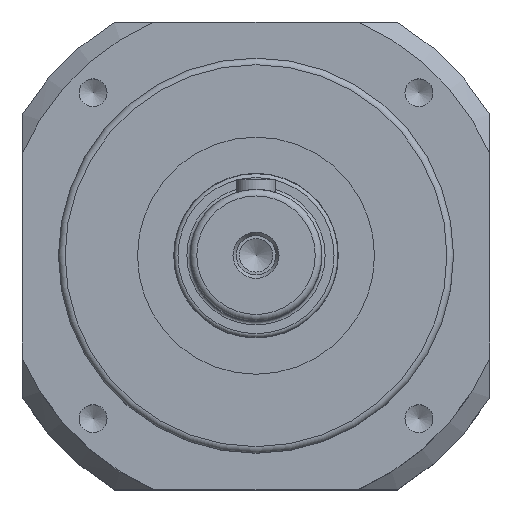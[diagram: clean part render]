
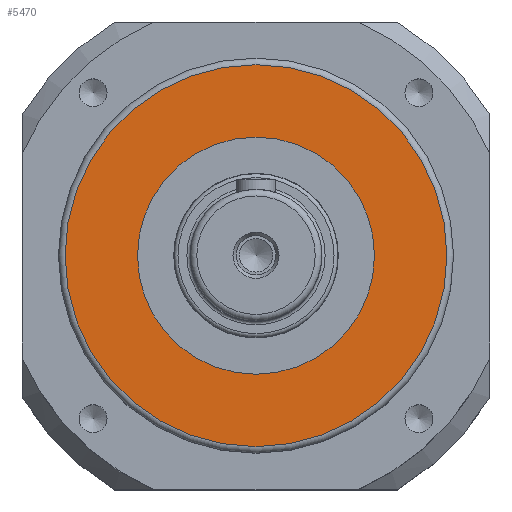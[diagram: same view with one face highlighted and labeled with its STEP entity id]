
A CAD part, top view. The second image highlights one B-rep face of the part: STEP entity #5470.
In plain terms, the highlighted planar face has unit normal (0, 0, 1).
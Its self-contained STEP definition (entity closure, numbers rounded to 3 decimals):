
#3960=CARTESIAN_POINT('',(0.,-58.,15.));
#3961=VERTEX_POINT('',#3960);
#3962=CARTESIAN_POINT('',(0.,0.,15.));
#3963=DIRECTION('',(0.0,0.0,1.0));
#3964=DIRECTION('',(0.0,-1.0,0.0));
#3965=AXIS2_PLACEMENT_3D('',#3962,#3963,#3964);
#3966=CIRCLE('',#3965,58.);
#3967=EDGE_CURVE('',#3961,#3961,#3966,.T.);
#4273=CARTESIAN_POINT('',(0.,36.,15.));
#4274=VERTEX_POINT('',#4273);
#4275=CARTESIAN_POINT('',(0.,0.,15.));
#4276=DIRECTION('',(0.0,0.0,-1.0));
#4277=DIRECTION('',(0.0,1.0,0.0));
#4278=AXIS2_PLACEMENT_3D('',#4275,#4276,#4277);
#4279=CIRCLE('',#4278,36.);
#4280=EDGE_CURVE('',#4274,#4274,#4279,.T.);
#5459=CARTESIAN_POINT('',(0.,60.,15.));
#5460=DIRECTION('',(0.0,0.0,1.0));
#5461=DIRECTION('',(1.0,0.0,0.0));
#5462=AXIS2_PLACEMENT_3D('',#5459,#5460,#5461);
#5463=PLANE('',#5462);
#5464=ORIENTED_EDGE('',*,*,#3967,.T.);
#5465=EDGE_LOOP('',(#5464));
#5466=FACE_OUTER_BOUND('',#5465,.T.);
#5467=ORIENTED_EDGE('',*,*,#4280,.T.);
#5468=EDGE_LOOP('',(#5467));
#5469=FACE_BOUND('',#5468,.T.);
#5470=ADVANCED_FACE('',(#5466,#5469),#5463,.T.);
